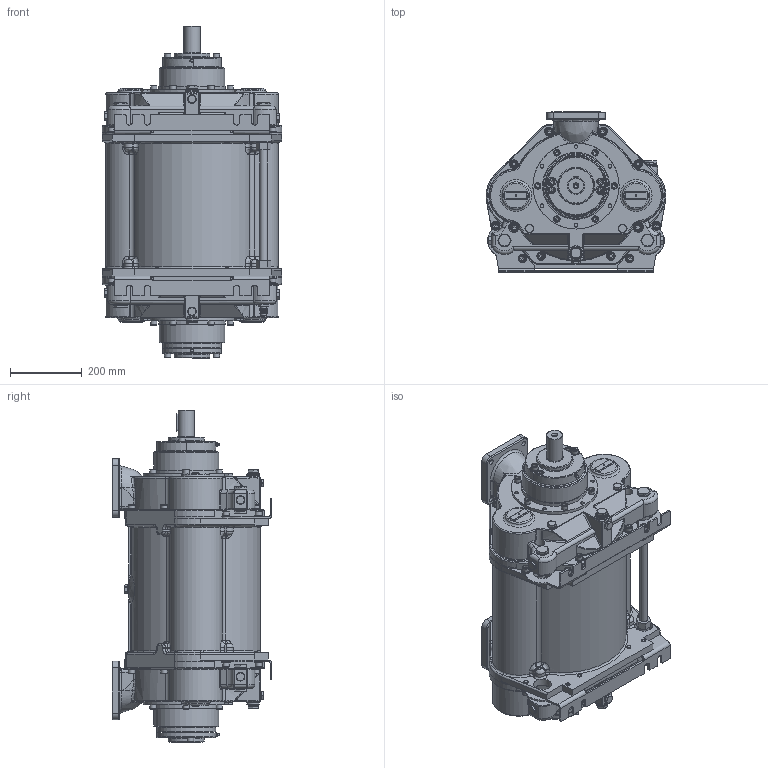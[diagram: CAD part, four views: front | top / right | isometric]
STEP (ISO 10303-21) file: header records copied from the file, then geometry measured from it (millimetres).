
FILE_DESCRIPTION(/* description */ (''),/* implementation_level */ '2;1');
FILE_NAME(/* name */ '1654001C.stp',/* time_stamp */ '2021-06-10T10:01:10+02:00',/* author */ ('JJ'),/* organization */ (''),/* preprocessor_version */ 'ST-DEVELOPER v18.1',/* originating_system */ 'Autodesk Inventor 2020',/* authorisation */ '');
FILE_SCHEMA (('CONFIG_CONTROL_DESIGN'));
Length unit declared in the file: millimetre
Products named in the file (1): 1654001C Shrinkwrap
Bounding box: 502.48 x 447.09 x 928 mm (x, y, z)
Volume: 86531364.2 mm3; surface area: 1811541.7 mm2
Topology: 1 solids, 1 shells, 2257 faces, 5940 edges, 3821 vertices
Faces by surface type: plane 869, cylinder 711, cone 243, torus 232, bspline 178, sphere 24
Full cylindrical faces by diameter (mm): 3.3 x4, 4.134 x4, 8 x2, 10.106 x12, 10.11 x1, 12 x18, 13 x2, 13.835 x8, 15 x1, 18 x45, 19.847 x1, 19.984 x1, 20 x7, 21.8 x12, 22 x1, 23.8 x12, 24 x24, 24.5 x4, 26 x2, 28.58 x2, 29 x4, 30 x2, 31.8 x7, 34.93 x5, 35 x2, 39.8 x1, 42.8 x1, 45 x1, 48 x1, 50 x4
Entity records: 81546 total; most frequent: CARTESIAN_POINT 24685, ORIENTED_EDGE 11726, DIRECTION 11503, EDGE_CURVE 5863, AXIS2_PLACEMENT_3D 4649, VERTEX_POINT 3821, EDGE_LOOP 2512, CIRCLE 2501
